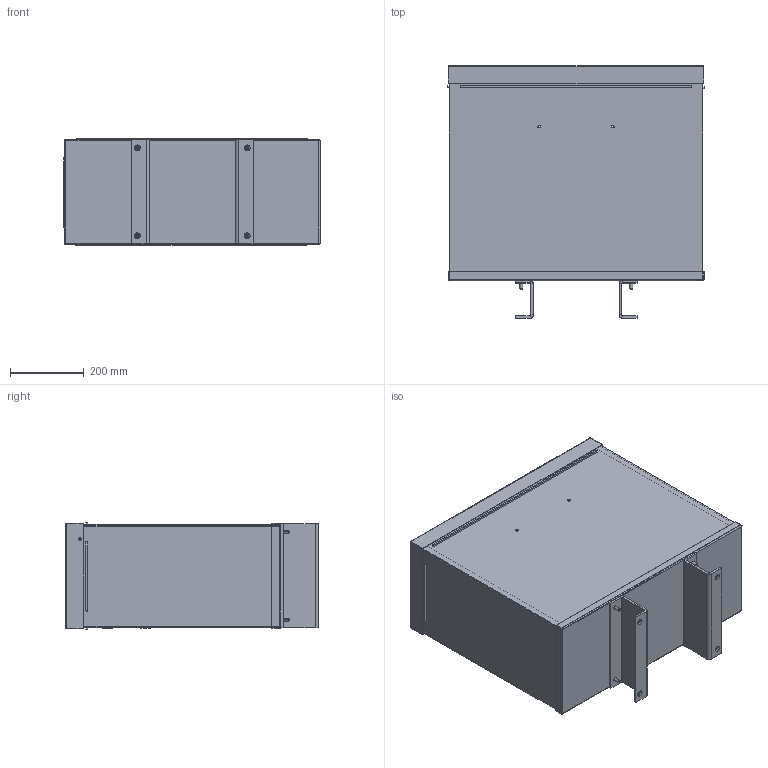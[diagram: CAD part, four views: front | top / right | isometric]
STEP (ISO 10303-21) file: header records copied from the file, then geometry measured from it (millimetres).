
FILE_DESCRIPTION (( 'STEP AP214' ), '1' );
FILE_NAME ('T3793123S.STEP', '2017-03-01T16:32:27', ( '' ), ( '' ), 'SwSTEP 2.0', 'SolidWorks 2017', '' );
FILE_SCHEMA (( 'AUTOMOTIVE_DESIGN' ));
Length unit declared in the file: inch
Products named in the file (8): B-4-701295; B-4-701296; C-4-701292; A-4-1430301 WELD STUD; B-4-701294; B-4-701293; T3793123S
Assembly tree (11 placements, depth 3):
  T3793123S
    C-4-701292
      C-4-701292
      B-4-701293
      B-4-701294
      A-4-1430301 WELD STUD  x4
    B-4-701296  x2
    B-4-701295
Bounding box: 695.55 x 684.4 x 289.41 mm (x, y, z)
Volume: 4234476 mm3; surface area: 3555245.2 mm2
Topology: 10 solids, 10 shells, 327 faces, 749 edges, 454 vertices
Faces by surface type: plane 176, cylinder 119, bspline 16, cone 8, torus 8
Entity records: 8499 total; most frequent: CARTESIAN_POINT 1910, DIRECTION 1293, ORIENTED_EDGE 1266, EDGE_CURVE 633, AXIS2_PLACEMENT_3D 447, LINE 399, VECTOR 399, VERTEX_POINT 384
